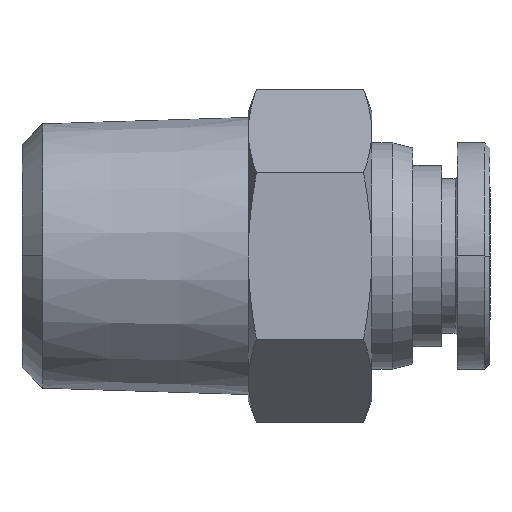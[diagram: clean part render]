
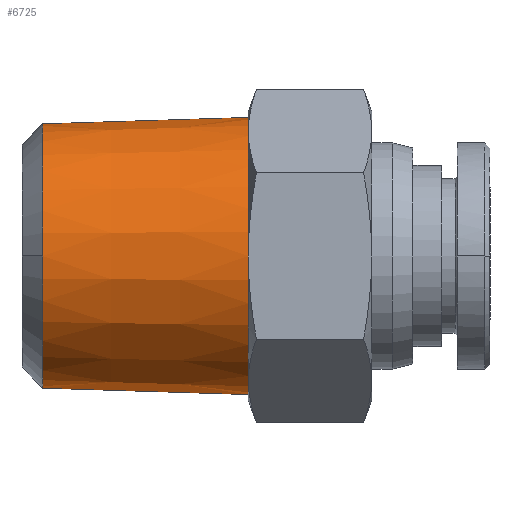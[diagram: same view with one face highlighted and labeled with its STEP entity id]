
A CAD part, front view. The second image highlights one B-rep face of the part: STEP entity #6725.
In plain terms, the highlighted conical face has half-angle 1.791 degrees and reference radius 6.734 mm.
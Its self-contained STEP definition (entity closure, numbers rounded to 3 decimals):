
#378 = DIRECTION ( 'NONE',  ( 1., 0., 0. ) ) ;
#702 = ORIENTED_EDGE ( 'NONE', *, *, #3360, .T. ) ;
#803 = AXIS2_PLACEMENT_3D ( 'NONE', #9490, #378, #4626 ) ;
#817 = DIRECTION ( 'NONE',  ( 1., 0., 0. ) ) ;
#1054 = CARTESIAN_POINT ( 'NONE',  ( 20.247, 17.287, 4.664 ) ) ;
#1169 = DIRECTION ( 'NONE',  ( 0., 0., 1. ) ) ;
#1177 = CARTESIAN_POINT ( 'NONE',  ( 20.247, 17.287, 4.664 ) ) ;
#1399 = VERTEX_POINT ( 'NONE', #6463 ) ;
#1715 = EDGE_CURVE ( 'NONE', #7954, #11793, #4575, .T. ) ;
#2475 = EDGE_CURVE ( 'NONE', #12193, #3520, #12544, .T. ) ;
#2976 = FACE_OUTER_BOUND ( 'NONE', #6465, .T. ) ;
#3250 = AXIS2_PLACEMENT_3D ( 'NONE', #4420, #817, #1169 ) ;
#3360 = EDGE_CURVE ( 'NONE', #1399, #3520, #12583, .T. ) ;
#3520 = VERTEX_POINT ( 'NONE', #1177 ) ;
#3785 = EDGE_CURVE ( 'NONE', #12193, #7954, #8821, .T. ) ;
#4420 = CARTESIAN_POINT ( 'NONE',  ( 10.246, 17.287, -2.07 ) ) ;
#4575 = CIRCLE ( 'NONE', #3250, 6.422 ) ;
#4621 = AXIS2_PLACEMENT_3D ( 'NONE', #11245, #5263, #11362 ) ;
#4626 = DIRECTION ( 'NONE',  ( 0., 0., -1. ) ) ;
#4897 = ORIENTED_EDGE ( 'NONE', *, *, #1715, .T. ) ;
#5263 = DIRECTION ( 'NONE',  ( 1., 0., 0. ) ) ;
#5647 = CARTESIAN_POINT ( 'NONE',  ( 20.247, 17.287, -2.07 ) ) ;
#5659 = CARTESIAN_POINT ( 'NONE',  ( 20.247, 17.287, -8.805 ) ) ;
#6271 = VECTOR ( 'NONE', #9189, 1000. ) ;
#6463 = CARTESIAN_POINT ( 'NONE',  ( 20.247, 17.287, -8.805 ) ) ;
#6465 = EDGE_LOOP ( 'NONE', ( #6675, #7450, #4897, #12217, #702 ) ) ;
#6675 = ORIENTED_EDGE ( 'NONE', *, *, #2475, .F. ) ;
#6725 = ADVANCED_FACE ( 'NONE', ( #2976 ), #9403, .T. ) ;
#6764 = LINE ( 'NONE', #5659, #9919 ) ;
#7450 = ORIENTED_EDGE ( 'NONE', *, *, #3785, .T. ) ;
#7954 = VERTEX_POINT ( 'NONE', #9744 ) ;
#8300 = EDGE_CURVE ( 'NONE', #11793, #1399, #6764, .T. ) ;
#8410 = AXIS2_PLACEMENT_3D ( 'NONE', #5647, #10780, #11700 ) ;
#8821 = CIRCLE ( 'NONE', #4621, 6.422 ) ;
#9189 = DIRECTION ( 'NONE',  ( 1., 0., 0.031 ) ) ;
#9403 = CONICAL_SURFACE ( 'NONE', #803, 6.734, 0.031 ) ;
#9490 = CARTESIAN_POINT ( 'NONE',  ( 20.247, 17.287, -2.07 ) ) ;
#9744 = CARTESIAN_POINT ( 'NONE',  ( 10.246, 10.865, -2.07 ) ) ;
#9919 = VECTOR ( 'NONE', #12620, 1000. ) ;
#10780 = DIRECTION ( 'NONE',  ( -1., 0., 0. ) ) ;
#10860 = CARTESIAN_POINT ( 'NONE',  ( 10.246, 17.287, 4.351 ) ) ;
#11245 = CARTESIAN_POINT ( 'NONE',  ( 10.246, 17.287, -2.07 ) ) ;
#11362 = DIRECTION ( 'NONE',  ( 0., 0., 1. ) ) ;
#11700 = DIRECTION ( 'NONE',  ( 0., 0., -1. ) ) ;
#11793 = VERTEX_POINT ( 'NONE', #11926 ) ;
#11926 = CARTESIAN_POINT ( 'NONE',  ( 10.246, 17.287, -8.492 ) ) ;
#12193 = VERTEX_POINT ( 'NONE', #10860 ) ;
#12217 = ORIENTED_EDGE ( 'NONE', *, *, #8300, .T. ) ;
#12544 = LINE ( 'NONE', #1054, #6271 ) ;
#12583 = CIRCLE ( 'NONE', #8410, 6.734 ) ;
#12620 = DIRECTION ( 'NONE',  ( 1., 0., -0.031 ) ) ;
